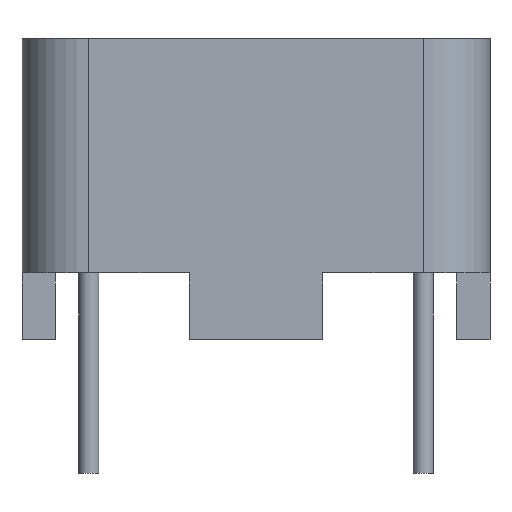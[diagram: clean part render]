
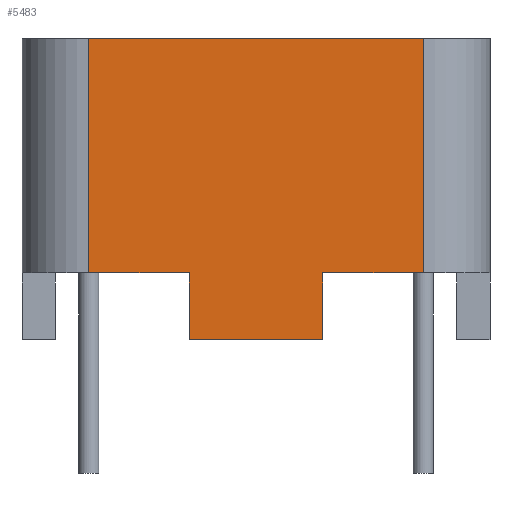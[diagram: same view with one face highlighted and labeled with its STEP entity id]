
A CAD part, front view. The second image highlights one B-rep face of the part: STEP entity #5483.
In plain terms, the highlighted planar face has unit normal (0, -1, 0).
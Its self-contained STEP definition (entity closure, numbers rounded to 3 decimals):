
#4740=CARTESIAN_POINT('',(-5.,-7.,4.5));
#4741=VERTEX_POINT('',#4740);
#4749=CARTESIAN_POINT('',(5.0,-7.,4.5));
#4750=VERTEX_POINT('',#4749);
#4751=CARTESIAN_POINT('',(-5.,-7.,4.5));
#4752=DIRECTION('',(1.0,0.0,0.0));
#4753=VECTOR('',#4752,10.0);
#4754=LINE('',#4751,#4753);
#4755=EDGE_CURVE('',#4741,#4750,#4754,.T.);
#5383=CARTESIAN_POINT('',(5.0,-7.,-2.5));
#5384=VERTEX_POINT('',#5383);
#5394=CARTESIAN_POINT('',(5.0,-7.,4.5));
#5395=DIRECTION('',(0.0,0.0,-1.0));
#5396=VECTOR('',#5395,7.0);
#5397=LINE('',#5394,#5396);
#5398=EDGE_CURVE('',#4750,#5384,#5397,.T.);
#5410=CARTESIAN_POINT('',(-5.0,-7.,-2.5));
#5411=VERTEX_POINT('',#5410);
#5419=CARTESIAN_POINT('',(-5.0,-7.,-2.5));
#5420=DIRECTION('',(0.0,0.0,1.0));
#5421=VECTOR('',#5420,7.0);
#5422=LINE('',#5419,#5421);
#5423=EDGE_CURVE('',#5411,#4741,#5422,.T.);
#5435=CARTESIAN_POINT('',(-7.,-7.,0.0));
#5436=DIRECTION('',(0.0,-1.0,0.0));
#5437=DIRECTION('',(1.0,0.0,0.0));
#5438=AXIS2_PLACEMENT_3D('',#5435,#5436,#5437);
#5439=PLANE('',#5438);
#5440=ORIENTED_EDGE('',*,*,#5398,.F.);
#5441=ORIENTED_EDGE('',*,*,#4755,.F.);
#5442=ORIENTED_EDGE('',*,*,#5423,.F.);
#5443=CARTESIAN_POINT('',(-2.,-7.,-2.5));
#5444=VERTEX_POINT('',#5443);
#5445=CARTESIAN_POINT('',(-5.0,-7.,-2.5));
#5446=DIRECTION('',(1.0,0.0,0.0));
#5447=VECTOR('',#5446,3.);
#5448=LINE('',#5445,#5447);
#5449=EDGE_CURVE('',#5411,#5444,#5448,.T.);
#5450=ORIENTED_EDGE('',*,*,#5449,.T.);
#5451=CARTESIAN_POINT('',(-2.,-7.,-4.5));
#5452=VERTEX_POINT('',#5451);
#5453=CARTESIAN_POINT('',(-2.,-7.,-2.5));
#5454=DIRECTION('',(0.0,0.0,-1.0));
#5455=VECTOR('',#5454,2.0);
#5456=LINE('',#5453,#5455);
#5457=EDGE_CURVE('',#5444,#5452,#5456,.T.);
#5458=ORIENTED_EDGE('',*,*,#5457,.T.);
#5459=CARTESIAN_POINT('',(2.0,-7.,-4.5));
#5460=VERTEX_POINT('',#5459);
#5461=CARTESIAN_POINT('',(2.,-7.,-4.5));
#5462=DIRECTION('',(-1.0,0.0,0.0));
#5463=VECTOR('',#5462,4.);
#5464=LINE('',#5461,#5463);
#5465=EDGE_CURVE('',#5460,#5452,#5464,.T.);
#5466=ORIENTED_EDGE('',*,*,#5465,.F.);
#5467=CARTESIAN_POINT('',(2.0,-7.,-2.5));
#5468=VERTEX_POINT('',#5467);
#5469=CARTESIAN_POINT('',(2.,-7.,-4.5));
#5470=DIRECTION('',(0.0,0.0,1.0));
#5471=VECTOR('',#5470,2.0);
#5472=LINE('',#5469,#5471);
#5473=EDGE_CURVE('',#5460,#5468,#5472,.T.);
#5474=ORIENTED_EDGE('',*,*,#5473,.T.);
#5475=CARTESIAN_POINT('',(2.,-7.,-2.5));
#5476=DIRECTION('',(1.0,0.0,0.0));
#5477=VECTOR('',#5476,3.);
#5478=LINE('',#5475,#5477);
#5479=EDGE_CURVE('',#5468,#5384,#5478,.T.);
#5480=ORIENTED_EDGE('',*,*,#5479,.T.);
#5481=EDGE_LOOP('',(#5440,#5441,#5442,#5450,#5458,#5466,#5474,#5480));
#5482=FACE_OUTER_BOUND('',#5481,.T.);
#5483=ADVANCED_FACE('',(#5482),#5439,.T.);
